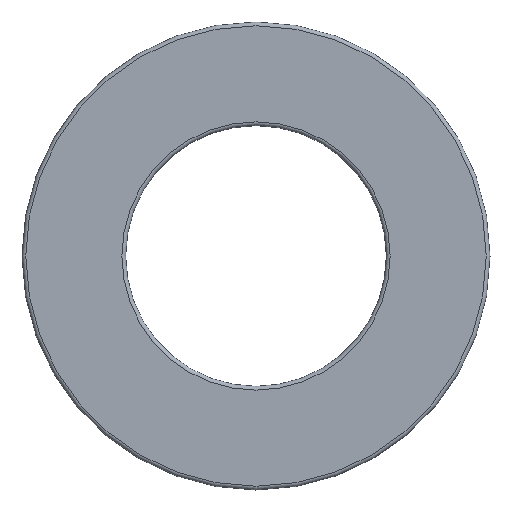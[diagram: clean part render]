
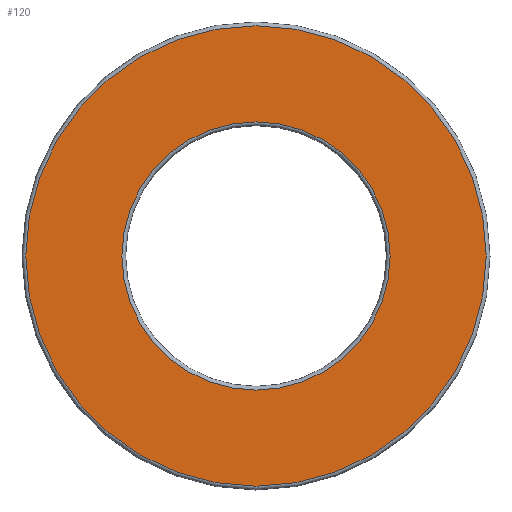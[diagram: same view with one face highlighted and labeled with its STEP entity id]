
A CAD part, left-side view. The second image highlights one B-rep face of the part: STEP entity #120.
In plain terms, the highlighted planar face has unit normal (-1, 0, 0).
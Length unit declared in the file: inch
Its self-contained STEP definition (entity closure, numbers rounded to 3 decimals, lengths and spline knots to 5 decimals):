
#2 = DIRECTION ( 'NONE',  ( 1., 0., 0. ) ) ;
#56 = CARTESIAN_POINT ( 'NONE',  ( -0.3125, 0., 0. ) ) ;
#70 = CIRCLE ( 'NONE', #770, 0.7075 ) ;
#113 = FACE_OUTER_BOUND ( 'NONE', #1247, .T. ) ;
#120 = ADVANCED_FACE ( 'NONE', ( #846, #113 ), #359, .F. ) ;
#178 = DIRECTION ( 'NONE',  ( 0., 0., 1. ) ) ;
#254 = EDGE_LOOP ( 'NONE', ( #985 ) ) ;
#296 = DIRECTION ( 'NONE',  ( 0., 0., 1. ) ) ;
#359 = PLANE ( 'NONE',  #385 ) ;
#385 = AXIS2_PLACEMENT_3D ( 'NONE', #1348, #2, #684 ) ;
#501 = DIRECTION ( 'NONE',  ( -1., 0., 0. ) ) ;
#502 = VERTEX_POINT ( 'NONE', #1305 ) ;
#503 = EDGE_CURVE ( 'NONE', #502, #502, #70, .T. ) ;
#541 = AXIS2_PLACEMENT_3D ( 'NONE', #56, #864, #178 ) ;
#544 = ORIENTED_EDGE ( 'NONE', *, *, #683, .T. ) ;
#683 = EDGE_CURVE ( 'NONE', #1145, #1145, #1169, .T. ) ;
#684 = DIRECTION ( 'NONE',  ( 0., 0., -1. ) ) ;
#770 = AXIS2_PLACEMENT_3D ( 'NONE', #1287, #501, #296 ) ;
#846 = FACE_BOUND ( 'NONE', #254, .T. ) ;
#864 = DIRECTION ( 'NONE',  ( -1., 0., 0. ) ) ;
#957 = CARTESIAN_POINT ( 'NONE',  ( -0.3125, 0., 1.21438 ) ) ;
#985 = ORIENTED_EDGE ( 'NONE', *, *, #503, .F. ) ;
#1145 = VERTEX_POINT ( 'NONE', #957 ) ;
#1169 = CIRCLE ( 'NONE', #541, 1.21438 ) ;
#1247 = EDGE_LOOP ( 'NONE', ( #544 ) ) ;
#1287 = CARTESIAN_POINT ( 'NONE',  ( -0.3125, 0., 0. ) ) ;
#1305 = CARTESIAN_POINT ( 'NONE',  ( -0.3125, 0., 0.7075 ) ) ;
#1348 = CARTESIAN_POINT ( 'NONE',  ( -0.3125, 0., 0. ) ) ;
